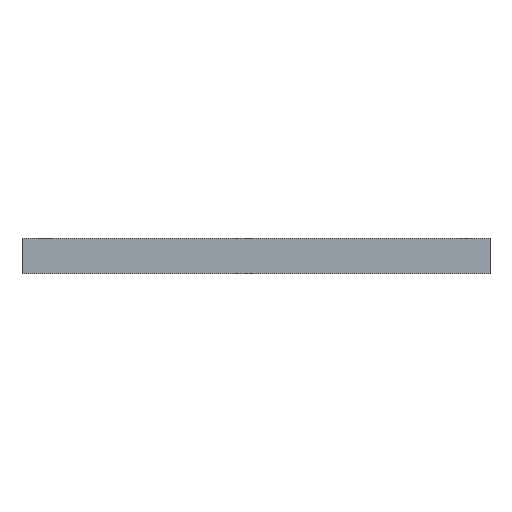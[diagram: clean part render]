
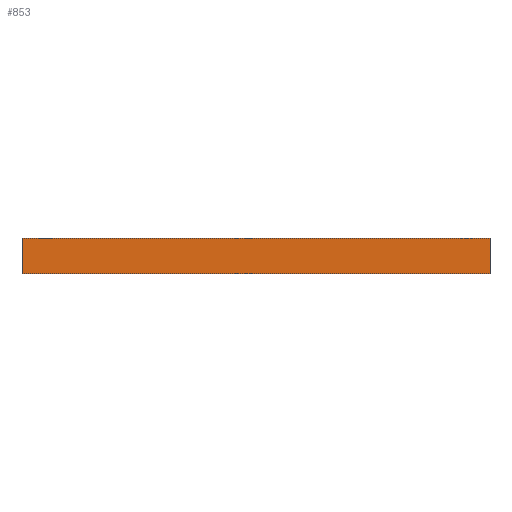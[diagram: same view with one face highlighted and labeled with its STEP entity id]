
A CAD part, front view. The second image highlights one B-rep face of the part: STEP entity #853.
In plain terms, the highlighted planar face has unit normal (0, -1, 0).
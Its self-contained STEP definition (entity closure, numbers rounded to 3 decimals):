
#5 = VERTEX_POINT ( 'NONE', #795 ) ;
#47 = EDGE_CURVE ( 'NONE', #998, #813, #1024, .T. ) ;
#107 = VECTOR ( 'NONE', #352, 1000. ) ;
#125 = EDGE_CURVE ( 'NONE', #998, #458, #1995, .T. ) ;
#205 = ORIENTED_EDGE ( 'NONE', *, *, #1058, .T. ) ;
#224 = ORIENTED_EDGE ( 'NONE', *, *, #125, .T. ) ;
#352 = DIRECTION ( 'NONE',  ( 1., 0., 0. ) ) ;
#410 = LINE ( 'NONE', #1443, #1720 ) ;
#458 = VERTEX_POINT ( 'NONE', #1018 ) ;
#676 = DIRECTION ( 'NONE',  ( 0., 0., -1. ) ) ;
#793 = DIRECTION ( 'NONE',  ( 0., 0., -1. ) ) ;
#795 = CARTESIAN_POINT ( 'NONE',  ( 40.1, -62.4, 0. ) ) ;
#813 = VERTEX_POINT ( 'NONE', #1871 ) ;
#833 = CARTESIAN_POINT ( 'NONE',  ( -40.1, -62.4, 0. ) ) ;
#853 = ADVANCED_FACE ( 'NONE', ( #1184 ), #1360, .F. ) ;
#912 = VECTOR ( 'NONE', #1845, 1000. ) ;
#998 = VERTEX_POINT ( 'NONE', #1648 ) ;
#1014 = CARTESIAN_POINT ( 'NONE',  ( -40.1, -62.4, 6.1 ) ) ;
#1018 = CARTESIAN_POINT ( 'NONE',  ( -40.1, -62.4, 0. ) ) ;
#1024 = LINE ( 'NONE', #1843, #107 ) ;
#1058 = EDGE_CURVE ( 'NONE', #458, #5, #1869, .T. ) ;
#1184 = FACE_OUTER_BOUND ( 'NONE', #1680, .T. ) ;
#1195 = DIRECTION ( 'NONE',  ( 0., 0., 1. ) ) ;
#1205 = CARTESIAN_POINT ( 'NONE',  ( -40.1, -62.4, 6.1 ) ) ;
#1360 = PLANE ( 'NONE',  #1721 ) ;
#1381 = ORIENTED_EDGE ( 'NONE', *, *, #47, .F. ) ;
#1443 = CARTESIAN_POINT ( 'NONE',  ( 40.1, -62.4, 6.1 ) ) ;
#1478 = EDGE_CURVE ( 'NONE', #813, #5, #410, .T. ) ;
#1648 = CARTESIAN_POINT ( 'NONE',  ( -40.1, -62.4, 6.1 ) ) ;
#1680 = EDGE_LOOP ( 'NONE', ( #205, #1854, #1381, #224 ) ) ;
#1710 = VECTOR ( 'NONE', #676, 1000. ) ;
#1720 = VECTOR ( 'NONE', #793, 1000. ) ;
#1721 = AXIS2_PLACEMENT_3D ( 'NONE', #1014, #2023, #1195 ) ;
#1843 = CARTESIAN_POINT ( 'NONE',  ( -40.1, -62.4, 6.1 ) ) ;
#1845 = DIRECTION ( 'NONE',  ( 1., 0., 0. ) ) ;
#1854 = ORIENTED_EDGE ( 'NONE', *, *, #1478, .F. ) ;
#1869 = LINE ( 'NONE', #833, #912 ) ;
#1871 = CARTESIAN_POINT ( 'NONE',  ( 40.1, -62.4, 6.1 ) ) ;
#1995 = LINE ( 'NONE', #1205, #1710 ) ;
#2023 = DIRECTION ( 'NONE',  ( 0., 1., 0. ) ) ;
